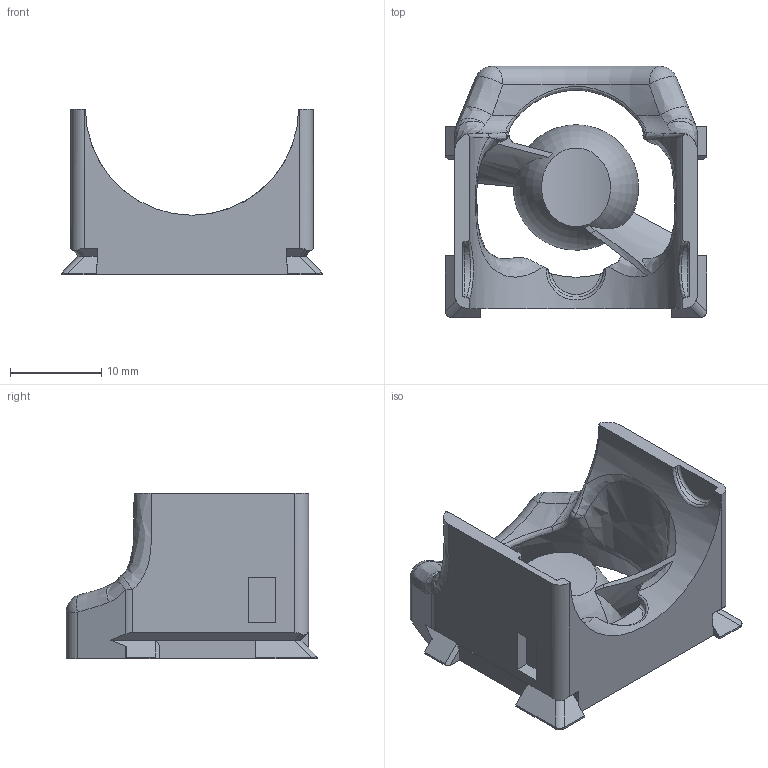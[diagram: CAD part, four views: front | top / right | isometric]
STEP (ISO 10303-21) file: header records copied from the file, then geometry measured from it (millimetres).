
FILE_DESCRIPTION(/* description */ ('STEP AP242','CAx-IF Rec.Pracs.---Representation and Presentation of Product Manufacturing Information (PMI)---4.0---2014-10-13','CAx-IF Rec.Pracs.---3D Tessellated Geometry---0.4---2014-09-14','2;1'),/* implementation_level */ '2;1');
FILE_NAME(/* name */ 'A4T HE Duct - Teakettle',/* time_stamp */ '2025-01-12T06:32:04Z',/* author */ (''),/* organization */ (''),/* preprocessor_version */ 'ST-DEVELOPER v20',/* originating_system */ 'ONSHAPE BY PTC INC, 1.192',/* authorisation */ ' ');
FILE_SCHEMA (('AP242_MANAGED_MODEL_BASED_3D_ENGINEERING_MIM_LF { 1 0 10303 442 1 1 4 }'));
Length unit declared in the file: millimetre
Products named in the file (2): A4T HE Duct - Teakettle
Assembly tree (1 placements, depth 2):
  A4T HE Duct - Teakettle
    A4T HE Duct - Teakettle
Bounding box: 28.7 x 27.6 x 18.2 mm (x, y, z)
Volume: 3990.2 mm3; surface area: 3338.6 mm2
Topology: 1 solids, 1 shells, 122 faces, 336 edges, 210 vertices
Faces by surface type: plane 47, bspline 36, cylinder 20, torus 10, cone 5, sphere 4
Entity records: 5653 total; most frequent: CARTESIAN_POINT 2841, ORIENTED_EDGE 654, DIRECTION 471, EDGE_CURVE 327, VERTEX_POINT 208, AXIS2_PLACEMENT_3D 166, LINE 139, VECTOR 139
